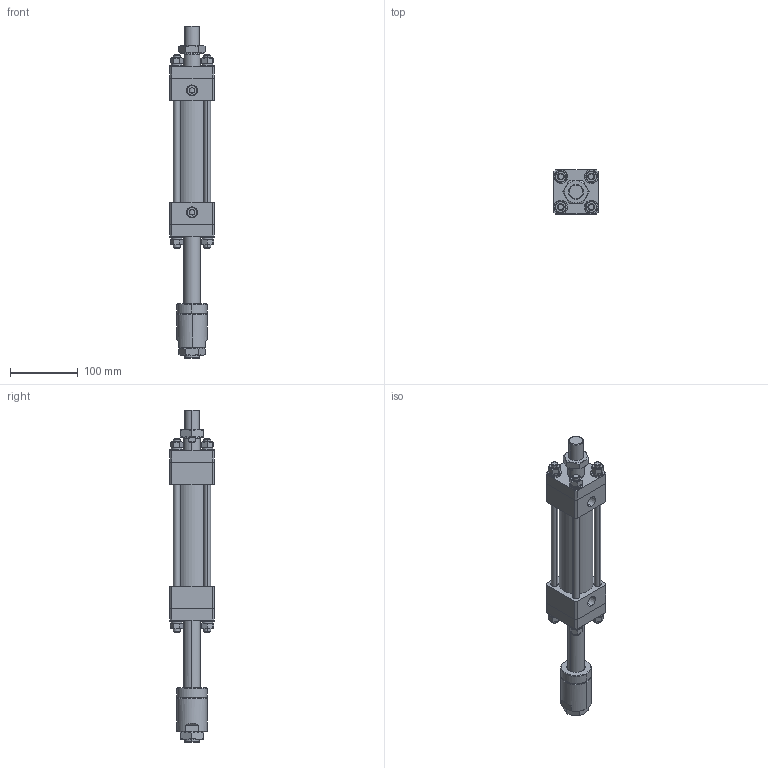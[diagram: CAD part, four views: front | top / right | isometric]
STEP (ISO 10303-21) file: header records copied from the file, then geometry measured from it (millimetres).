
FILE_DESCRIPTION (( 'STEP AP203' ), '1' );
FILE_NAME ('HOD-40-25-100-A30.STEP', '2021-04-27T02:57:12', ( '微软用户' ), ( '微软中国' ), 'SwSTEP 2.0', 'SolidWorks 2012', '' );
FILE_SCHEMA (( 'CONFIG_CONTROL_DESIGN' ));
Length unit declared in the file: millimetre
Products named in the file (12): hex thin nuts-grades ab-chamfered gb_GB_FASTENER_NUT_STNAB  B M22-N; spring lock washers--normal type gb_GB_FASTENER_WASHER_SW 10; plain washers--product grade c gb_GB_FASTENER_WASHER_SMWC 10; hex nuts 1-fine pitch-grades ab gb_GB_FASTENER_NUT_SNAB1XY M10X1.25-N; HOB-40-25-100前盖; HOD-40-25-100-A30活塞杆; HOD-40-25-100嶺裝; HOB-40-25-100掛极; HOB-40-25-100楊擘; HOD-40-25-100-A30; HOD-40-25-100-A30遣喳杶; HOD-40-25-100-A30覃誹杶
Assembly tree (38 placements, depth 2):
  HOD-40-25-100-A30
    HOB-40-25-100楊擘  x2
    HOB-40-25-100掛极
    HOD-40-25-100嶺裝  x4
    HOD-40-25-100-A30活塞杆
    HOB-40-25-100前盖  x2
    hex nuts 1-fine pitch-grades ab gb_GB_FASTENER_NUT_SNAB1XY M10X1.25-N  x8
    plain washers--product grade c gb_GB_FASTENER_WASHER_SMWC 10  x8
    spring lock washers--normal type gb_GB_FASTENER_WASHER_SW 10  x8
    hex thin nuts-grades ab-chamfered gb_GB_FASTENER_NUT_STNAB  B M22-N  x2
    HOD-40-25-100-A30覃誹杶
    HOD-40-25-100-A30遣喳杶
Bounding box: 65 x 65 x 490 mm (x, y, z)
Volume: 870899.8 mm3; surface area: 243970 mm2
Topology: 38 solids, 38 shells, 563 faces, 1266 edges, 793 vertices
Faces by surface type: plane 204, cylinder 202, cone 145, torus 12
Entity records: 8715 total; most frequent: CARTESIAN_POINT 1546, DIRECTION 1197, ORIENTED_EDGE 988, AXIS2_PLACEMENT_3D 495, EDGE_CURVE 494, VERTEX_POINT 308, EDGE_LOOP 264, CIRCLE 235
